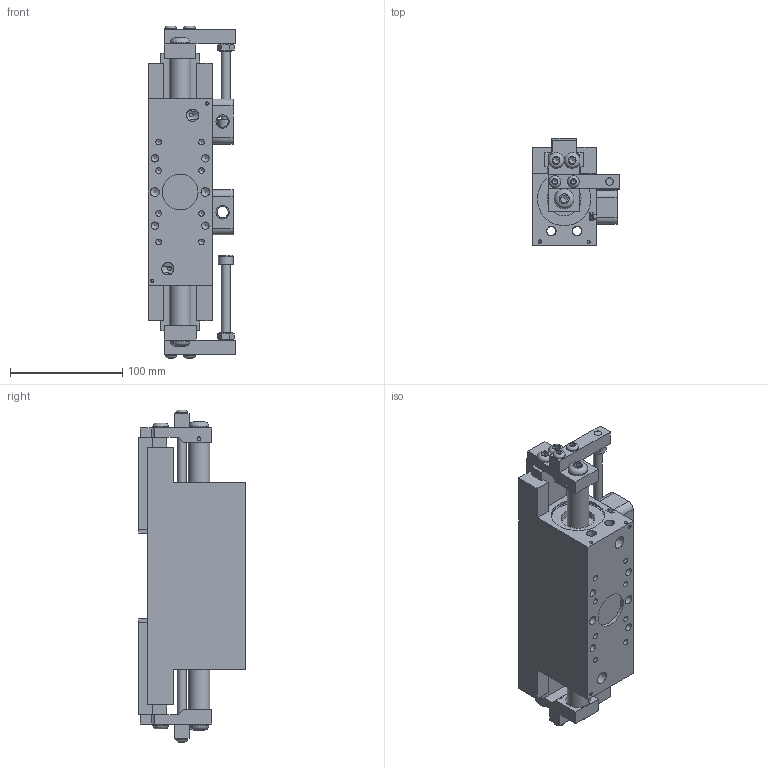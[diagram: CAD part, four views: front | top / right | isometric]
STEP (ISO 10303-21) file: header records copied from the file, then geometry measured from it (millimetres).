
FILE_DESCRIPTION((''),'2;1');
FILE_NAME('gpal-100-sensinghw-open-R1.stp','2007-08-22T13:40:35',('Brian Iselin'),(''),'Autodesk Inventor 10','Autodesk Inventor 10','');
FILE_SCHEMA(('AUTOMOTIVE_DESIGN { 1 0 10303 214 1 1 1 1 }'));
Length unit declared in the file: inch
Products named in the file (1): gpal-100-sensinghw-open
Bounding box: 78.19 x 95 x 295.43 mm (x, y, z)
Volume: 941174.3 mm3; surface area: 168952.6 mm2
Topology: 1 solids, 21 shells, 756 faces, 2034 edges, 1328 vertices
Faces by surface type: plane 392, bspline 205, cylinder 86, cone 57, torus 16
Full cylindrical faces by diameter (mm): 4 x4, 5.001 x2, 6 x4, 7 x4, 8 x8, 10 x2, 10.5 x4, 13 x2, 14 x4, 17.5 x2, 19.05 x2, 31.75 x1, 50.521 x1
Entity records: 24867 total; most frequent: CARTESIAN_POINT 8974, ORIENTED_EDGE 3296, DIRECTION 2830, EDGE_CURVE 1648, VERTEX_POINT 1169, EDGE_LOOP 1081, AXIS2_PLACEMENT_3D 980, VECTOR 870
